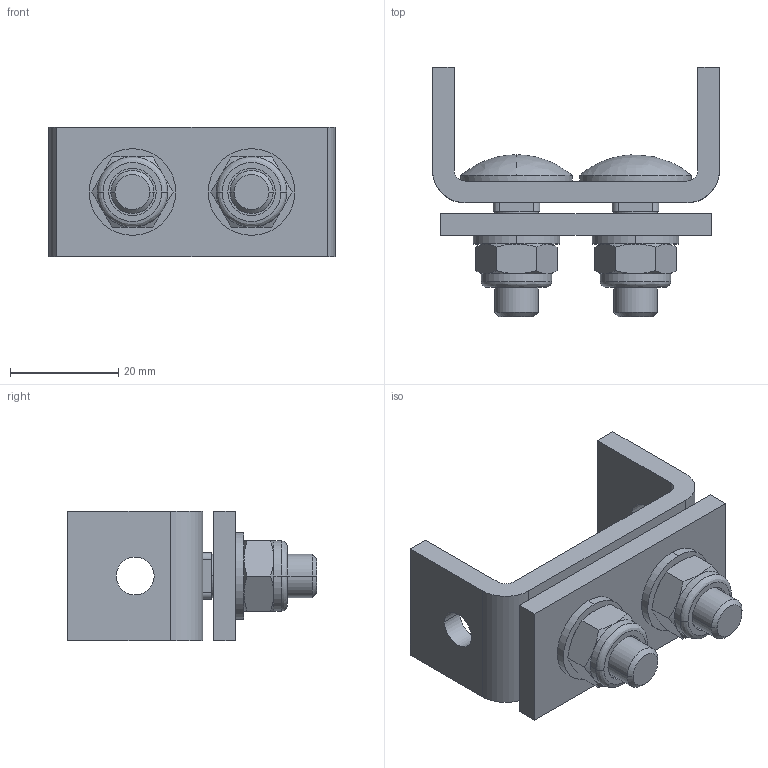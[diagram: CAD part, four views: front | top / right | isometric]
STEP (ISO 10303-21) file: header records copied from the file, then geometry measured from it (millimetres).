
FILE_DESCRIPTION (( 'STEP AP214' ), '1' );
FILE_NAME ('0020490.step', '2022-08-18T13:02:49', ( '' ), ( '' ), 'SwSTEP 2.0', 'SolidWorks 2020', '' );
FILE_SCHEMA (( 'AUTOMOTIVE_DESIGN' ));
Length unit declared in the file: inch
Products named in the file (1): 0020490
Bounding box: 53 x 46 x 24 mm (x, y, z)
Volume: 18814.6 mm3; surface area: 10925.3 mm2
Topology: 1 solids, 3 shells, 171 faces, 414 edges, 263 vertices
Faces by surface type: cylinder 64, plane 62, cone 38, bspline 7
Entity records: 5219 total; most frequent: CARTESIAN_POINT 1148, DIRECTION 866, ORIENTED_EDGE 824, EDGE_CURVE 412, AXIS2_PLACEMENT_3D 345, VERTEX_POINT 263, EDGE_LOOP 197, CIRCLE 180
